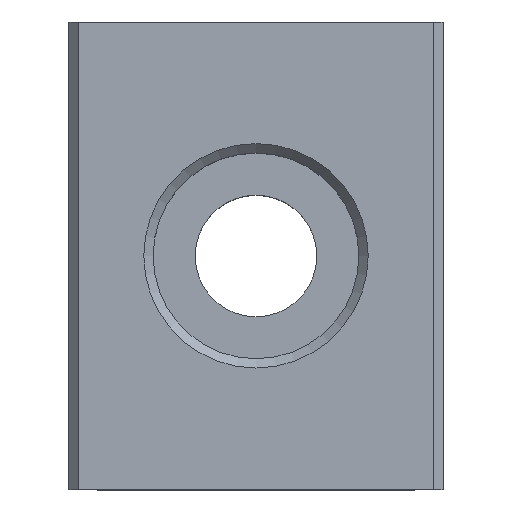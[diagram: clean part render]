
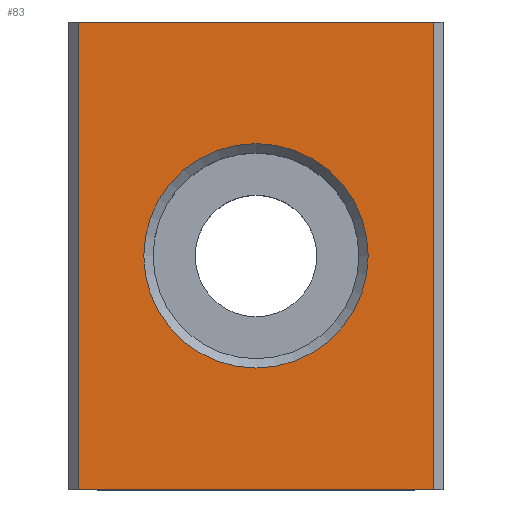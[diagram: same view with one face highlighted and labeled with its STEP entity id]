
A CAD part, top view. The second image highlights one B-rep face of the part: STEP entity #83.
In plain terms, the highlighted planar face has unit normal (0, 0, 1).
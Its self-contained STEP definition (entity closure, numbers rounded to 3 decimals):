
#83 = ADVANCED_FACE( '', ( #114, #115 ), #116, .T. );
#114 = FACE_BOUND( '', #159, .T. );
#115 = FACE_OUTER_BOUND( '', #160, .T. );
#116 = PLANE( '', #161 );
#159 = EDGE_LOOP( '', ( #243 ) );
#160 = EDGE_LOOP( '', ( #244, #245, #246, #247 ) );
#161 = AXIS2_PLACEMENT_3D( '', #248, #249, #250 );
#243 = ORIENTED_EDGE( '', *, *, #350, .T. );
#244 = ORIENTED_EDGE( '', *, *, #353, .T. );
#245 = ORIENTED_EDGE( '', *, *, #354, .T. );
#246 = ORIENTED_EDGE( '', *, *, #330, .F. );
#247 = ORIENTED_EDGE( '', *, *, #352, .T. );
#248 = CARTESIAN_POINT( '', ( -10., -12.5, 12. ) );
#249 = DIRECTION( '', ( 0., 0., 1. ) );
#250 = DIRECTION( '', ( 1., 0., 0. ) );
#330 = EDGE_CURVE( '', #376, #377, #378, .T. );
#350 = EDGE_CURVE( '', #413, #413, #414, .F. );
#352 = EDGE_CURVE( '', #376, #415, #417, .T. );
#353 = EDGE_CURVE( '', #415, #418, #419, .T. );
#354 = EDGE_CURVE( '', #418, #377, #420, .T. );
#376 = VERTEX_POINT( '', #452 );
#377 = VERTEX_POINT( '', #453 );
#378 = LINE( '', #454, #455 );
#413 = VERTEX_POINT( '', #505 );
#414 = CIRCLE( '', #506, 6. );
#415 = VERTEX_POINT( '', #507 );
#417 = LINE( '', #510, #511 );
#418 = VERTEX_POINT( '', #512 );
#419 = LINE( '', #513, #514 );
#420 = LINE( '', #515, #516 );
#452 = CARTESIAN_POINT( '', ( -9.5, 12.5, 12. ) );
#453 = CARTESIAN_POINT( '', ( 9.5, 12.5, 12. ) );
#454 = CARTESIAN_POINT( '', ( -10., 12.5, 12. ) );
#455 = VECTOR( '', #552, 1000. );
#505 = CARTESIAN_POINT( '', ( 6., 0., 12. ) );
#506 = AXIS2_PLACEMENT_3D( '', #580, #581, #582 );
#507 = CARTESIAN_POINT( '', ( -9.5, -12.5, 12. ) );
#510 = CARTESIAN_POINT( '', ( -9.5, -12.5, 12. ) );
#511 = VECTOR( '', #584, 1000. );
#512 = CARTESIAN_POINT( '', ( 9.5, -12.5, 12. ) );
#513 = CARTESIAN_POINT( '', ( -10., -12.5, 12. ) );
#514 = VECTOR( '', #585, 1000. );
#515 = CARTESIAN_POINT( '', ( 9.5, -12.5, 12. ) );
#516 = VECTOR( '', #586, 1000. );
#552 = DIRECTION( '', ( 1., 0., 0. ) );
#580 = CARTESIAN_POINT( '', ( 0., 0., 12. ) );
#581 = DIRECTION( '', ( 0., 0., 1. ) );
#582 = DIRECTION( '', ( 1., 0., 0. ) );
#584 = DIRECTION( '', ( 0., -1., 0. ) );
#585 = DIRECTION( '', ( 1., 0., 0. ) );
#586 = DIRECTION( '', ( 0., 1., 0. ) );
